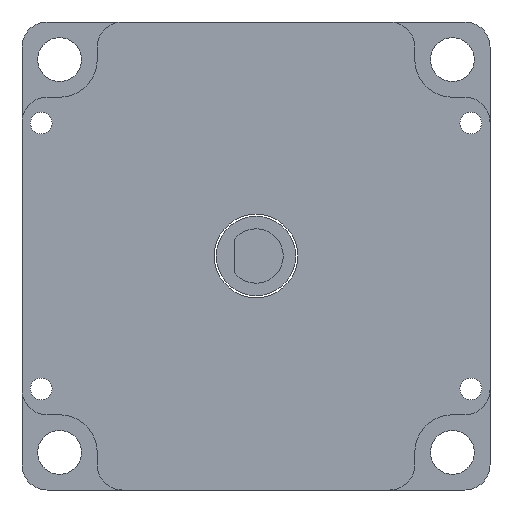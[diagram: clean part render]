
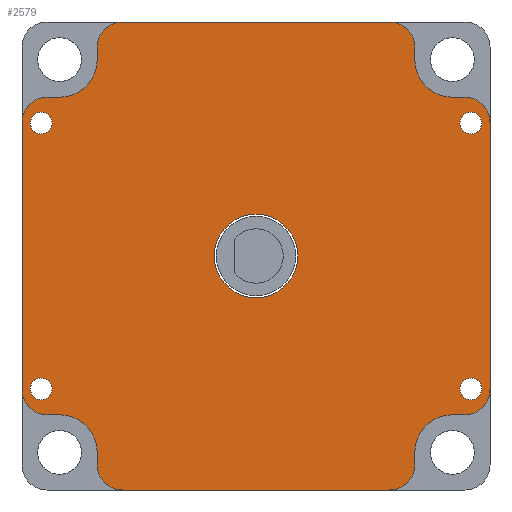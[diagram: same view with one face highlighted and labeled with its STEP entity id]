
A CAD part, front view. The second image highlights one B-rep face of the part: STEP entity #2579.
In plain terms, the highlighted planar face has unit normal (0, -1, 0).
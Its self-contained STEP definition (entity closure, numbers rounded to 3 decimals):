
#87=FACE_BOUND('',#271,.T.);
#88=FACE_BOUND('',#272,.T.);
#89=FACE_BOUND('',#273,.T.);
#90=FACE_BOUND('',#274,.T.);
#91=FACE_BOUND('',#275,.T.);
#130=FACE_OUTER_BOUND('',#270,.T.);
#270=EDGE_LOOP('',(#1708,#1709,#1710,#1711,#1712,#1713,#1714,#1715,#1716,
#1717,#1718,#1719,#1720,#1721,#1722,#1723,#1724,#1725,#1726,#1727,#1728,
#1729,#1730,#1731));
#271=EDGE_LOOP('',(#1732));
#272=EDGE_LOOP('',(#1733));
#273=EDGE_LOOP('',(#1734));
#274=EDGE_LOOP('',(#1735));
#275=EDGE_LOOP('',(#1736));
#453=CIRCLE('',#2738,3.);
#454=CIRCLE('',#2739,4.499);
#455=CIRCLE('',#2740,3.);
#456=CIRCLE('',#2741,3.);
#457=CIRCLE('',#2742,4.499);
#458=CIRCLE('',#2743,3.);
#459=CIRCLE('',#2744,3.);
#460=CIRCLE('',#2745,4.499);
#461=CIRCLE('',#2746,3.);
#462=CIRCLE('',#2747,3.);
#463=CIRCLE('',#2748,4.499);
#464=CIRCLE('',#2749,3.);
#465=CIRCLE('',#2750,5.);
#466=CIRCLE('',#2751,1.3);
#467=CIRCLE('',#2752,1.3);
#468=CIRCLE('',#2753,1.3);
#469=CIRCLE('',#2754,1.3);
#595=LINE('',#3828,#834);
#596=LINE('',#3832,#835);
#597=LINE('',#3836,#836);
#598=LINE('',#3840,#837);
#599=LINE('',#3844,#838);
#600=LINE('',#3848,#839);
#601=LINE('',#3852,#840);
#602=LINE('',#3856,#841);
#603=LINE('',#3860,#842);
#604=LINE('',#3864,#843);
#605=LINE('',#3868,#844);
#606=LINE('',#3872,#845);
#834=VECTOR('',#3023,10.);
#835=VECTOR('',#3026,10.);
#836=VECTOR('',#3029,10.);
#837=VECTOR('',#3032,10.);
#838=VECTOR('',#3035,10.);
#839=VECTOR('',#3038,10.);
#840=VECTOR('',#3041,10.);
#841=VECTOR('',#3044,10.);
#842=VECTOR('',#3047,10.);
#843=VECTOR('',#3050,10.);
#844=VECTOR('',#3053,10.);
#845=VECTOR('',#3056,10.);
#1073=VERTEX_POINT('',#3826);
#1074=VERTEX_POINT('',#3827);
#1075=VERTEX_POINT('',#3829);
#1076=VERTEX_POINT('',#3831);
#1077=VERTEX_POINT('',#3833);
#1078=VERTEX_POINT('',#3835);
#1079=VERTEX_POINT('',#3837);
#1080=VERTEX_POINT('',#3839);
#1081=VERTEX_POINT('',#3841);
#1082=VERTEX_POINT('',#3843);
#1083=VERTEX_POINT('',#3845);
#1084=VERTEX_POINT('',#3847);
#1085=VERTEX_POINT('',#3849);
#1086=VERTEX_POINT('',#3851);
#1087=VERTEX_POINT('',#3853);
#1088=VERTEX_POINT('',#3855);
#1089=VERTEX_POINT('',#3857);
#1090=VERTEX_POINT('',#3859);
#1091=VERTEX_POINT('',#3861);
#1092=VERTEX_POINT('',#3863);
#1093=VERTEX_POINT('',#3865);
#1094=VERTEX_POINT('',#3867);
#1095=VERTEX_POINT('',#3869);
#1096=VERTEX_POINT('',#3871);
#1097=VERTEX_POINT('',#3874);
#1098=VERTEX_POINT('',#3876);
#1099=VERTEX_POINT('',#3878);
#1100=VERTEX_POINT('',#3880);
#1101=VERTEX_POINT('',#3882);
#1327=EDGE_CURVE('',#1073,#1074,#595,.T.);
#1328=EDGE_CURVE('',#1075,#1073,#453,.T.);
#1329=EDGE_CURVE('',#1076,#1075,#596,.T.);
#1330=EDGE_CURVE('',#1077,#1076,#454,.T.);
#1331=EDGE_CURVE('',#1078,#1077,#597,.T.);
#1332=EDGE_CURVE('',#1079,#1078,#455,.T.);
#1333=EDGE_CURVE('',#1080,#1079,#598,.T.);
#1334=EDGE_CURVE('',#1081,#1080,#456,.T.);
#1335=EDGE_CURVE('',#1082,#1081,#599,.T.);
#1336=EDGE_CURVE('',#1083,#1082,#457,.T.);
#1337=EDGE_CURVE('',#1084,#1083,#600,.T.);
#1338=EDGE_CURVE('',#1085,#1084,#458,.T.);
#1339=EDGE_CURVE('',#1086,#1085,#601,.T.);
#1340=EDGE_CURVE('',#1087,#1086,#459,.T.);
#1341=EDGE_CURVE('',#1088,#1087,#602,.T.);
#1342=EDGE_CURVE('',#1089,#1088,#460,.T.);
#1343=EDGE_CURVE('',#1090,#1089,#603,.T.);
#1344=EDGE_CURVE('',#1091,#1090,#461,.T.);
#1345=EDGE_CURVE('',#1092,#1091,#604,.T.);
#1346=EDGE_CURVE('',#1093,#1092,#462,.T.);
#1347=EDGE_CURVE('',#1094,#1093,#605,.T.);
#1348=EDGE_CURVE('',#1095,#1094,#463,.T.);
#1349=EDGE_CURVE('',#1096,#1095,#606,.T.);
#1350=EDGE_CURVE('',#1074,#1096,#464,.T.);
#1351=EDGE_CURVE('',#1097,#1097,#465,.T.);
#1352=EDGE_CURVE('',#1098,#1098,#466,.T.);
#1353=EDGE_CURVE('',#1099,#1099,#467,.T.);
#1354=EDGE_CURVE('',#1100,#1100,#468,.T.);
#1355=EDGE_CURVE('',#1101,#1101,#469,.T.);
#1708=ORIENTED_EDGE('',*,*,#1327,.F.);
#1709=ORIENTED_EDGE('',*,*,#1328,.F.);
#1710=ORIENTED_EDGE('',*,*,#1329,.F.);
#1711=ORIENTED_EDGE('',*,*,#1330,.F.);
#1712=ORIENTED_EDGE('',*,*,#1331,.F.);
#1713=ORIENTED_EDGE('',*,*,#1332,.F.);
#1714=ORIENTED_EDGE('',*,*,#1333,.F.);
#1715=ORIENTED_EDGE('',*,*,#1334,.F.);
#1716=ORIENTED_EDGE('',*,*,#1335,.F.);
#1717=ORIENTED_EDGE('',*,*,#1336,.F.);
#1718=ORIENTED_EDGE('',*,*,#1337,.F.);
#1719=ORIENTED_EDGE('',*,*,#1338,.F.);
#1720=ORIENTED_EDGE('',*,*,#1339,.F.);
#1721=ORIENTED_EDGE('',*,*,#1340,.F.);
#1722=ORIENTED_EDGE('',*,*,#1341,.F.);
#1723=ORIENTED_EDGE('',*,*,#1342,.F.);
#1724=ORIENTED_EDGE('',*,*,#1343,.F.);
#1725=ORIENTED_EDGE('',*,*,#1344,.F.);
#1726=ORIENTED_EDGE('',*,*,#1345,.F.);
#1727=ORIENTED_EDGE('',*,*,#1346,.F.);
#1728=ORIENTED_EDGE('',*,*,#1347,.F.);
#1729=ORIENTED_EDGE('',*,*,#1348,.F.);
#1730=ORIENTED_EDGE('',*,*,#1349,.F.);
#1731=ORIENTED_EDGE('',*,*,#1350,.F.);
#1732=ORIENTED_EDGE('',*,*,#1351,.F.);
#1733=ORIENTED_EDGE('',*,*,#1352,.F.);
#1734=ORIENTED_EDGE('',*,*,#1353,.F.);
#1735=ORIENTED_EDGE('',*,*,#1354,.F.);
#1736=ORIENTED_EDGE('',*,*,#1355,.F.);
#2470=PLANE('',#2737);
#2579=ADVANCED_FACE('',(#130,#87,#88,#89,#90,#91),#2470,.F.);
#2737=AXIS2_PLACEMENT_3D('',#3825,#3021,#3022);
#2738=AXIS2_PLACEMENT_3D('',#3830,#3024,#3025);
#2739=AXIS2_PLACEMENT_3D('',#3834,#3027,#3028);
#2740=AXIS2_PLACEMENT_3D('',#3838,#3030,#3031);
#2741=AXIS2_PLACEMENT_3D('',#3842,#3033,#3034);
#2742=AXIS2_PLACEMENT_3D('',#3846,#3036,#3037);
#2743=AXIS2_PLACEMENT_3D('',#3850,#3039,#3040);
#2744=AXIS2_PLACEMENT_3D('',#3854,#3042,#3043);
#2745=AXIS2_PLACEMENT_3D('',#3858,#3045,#3046);
#2746=AXIS2_PLACEMENT_3D('',#3862,#3048,#3049);
#2747=AXIS2_PLACEMENT_3D('',#3866,#3051,#3052);
#2748=AXIS2_PLACEMENT_3D('',#3870,#3054,#3055);
#2749=AXIS2_PLACEMENT_3D('',#3873,#3057,#3058);
#2750=AXIS2_PLACEMENT_3D('',#3875,#3059,#3060);
#2751=AXIS2_PLACEMENT_3D('',#3877,#3061,#3062);
#2752=AXIS2_PLACEMENT_3D('',#3879,#3063,#3064);
#2753=AXIS2_PLACEMENT_3D('',#3881,#3065,#3066);
#2754=AXIS2_PLACEMENT_3D('',#3883,#3067,#3068);
#3021=DIRECTION('center_axis',(0.,1.,0.));
#3022=DIRECTION('ref_axis',(0.,0.,1.));
#3023=DIRECTION('',(1.,0.,0.));
#3024=DIRECTION('center_axis',(0.,1.,0.));
#3025=DIRECTION('ref_axis',(0.,0.,-1.));
#3026=DIRECTION('',(0.,0.,1.));
#3027=DIRECTION('center_axis',(0.,-1.,0.));
#3028=DIRECTION('ref_axis',(0.,0.,-1.));
#3029=DIRECTION('',(1.,0.,0.));
#3030=DIRECTION('center_axis',(0.,1.,0.));
#3031=DIRECTION('ref_axis',(0.,0.,-1.));
#3032=DIRECTION('',(0.,0.,1.));
#3033=DIRECTION('center_axis',(0.,1.,0.));
#3034=DIRECTION('ref_axis',(0.,0.,-1.));
#3035=DIRECTION('',(-1.,0.,0.));
#3036=DIRECTION('center_axis',(0.,-1.,0.));
#3037=DIRECTION('ref_axis',(0.,0.,-1.));
#3038=DIRECTION('',(0.,0.,1.));
#3039=DIRECTION('center_axis',(0.,1.,0.));
#3040=DIRECTION('ref_axis',(0.,0.,-1.));
#3041=DIRECTION('',(-1.,0.,0.));
#3042=DIRECTION('center_axis',(0.,1.,0.));
#3043=DIRECTION('ref_axis',(0.,0.,-1.));
#3044=DIRECTION('',(0.,0.,-1.));
#3045=DIRECTION('center_axis',(0.,-1.,0.));
#3046=DIRECTION('ref_axis',(0.,0.,-1.));
#3047=DIRECTION('',(-1.,0.,0.));
#3048=DIRECTION('center_axis',(0.,1.,0.));
#3049=DIRECTION('ref_axis',(0.,0.,-1.));
#3050=DIRECTION('',(0.,0.,-1.));
#3051=DIRECTION('center_axis',(0.,1.,0.));
#3052=DIRECTION('ref_axis',(0.,0.,-1.));
#3053=DIRECTION('',(1.,0.,0.));
#3054=DIRECTION('center_axis',(0.,-1.,0.));
#3055=DIRECTION('ref_axis',(0.,0.,-1.));
#3056=DIRECTION('',(0.,0.,-1.));
#3057=DIRECTION('center_axis',(0.,1.,0.));
#3058=DIRECTION('ref_axis',(0.,0.,-1.));
#3059=DIRECTION('center_axis',(0.,-1.,0.));
#3060=DIRECTION('ref_axis',(0.,0.,-1.));
#3061=DIRECTION('center_axis',(0.,-1.,0.));
#3062=DIRECTION('ref_axis',(0.,0.,-1.));
#3063=DIRECTION('center_axis',(0.,-1.,0.));
#3064=DIRECTION('ref_axis',(0.,0.,-1.));
#3065=DIRECTION('center_axis',(0.,-1.,0.));
#3066=DIRECTION('ref_axis',(0.,0.,-1.));
#3067=DIRECTION('center_axis',(0.,-1.,0.));
#3068=DIRECTION('ref_axis',(0.,0.,-1.));
#3825=CARTESIAN_POINT('Origin',(0.,2.,0.));
#3826=CARTESIAN_POINT('',(-16.,2.,28.));
#3827=CARTESIAN_POINT('',(16.,2.,28.));
#3828=CARTESIAN_POINT('',(0.,2.,28.));
#3829=CARTESIAN_POINT('',(-19.,2.,25.));
#3830=CARTESIAN_POINT('Origin',(-16.,2.,25.));
#3831=CARTESIAN_POINT('',(-19.,2.,23.499));
#3832=CARTESIAN_POINT('',(-19.,2.,0.));
#3833=CARTESIAN_POINT('',(-23.499,2.,19.));
#3834=CARTESIAN_POINT('Origin',(-23.499,2.,23.499));
#3835=CARTESIAN_POINT('',(-25.,2.,19.));
#3836=CARTESIAN_POINT('',(0.,2.,19.));
#3837=CARTESIAN_POINT('',(-28.,2.,16.));
#3838=CARTESIAN_POINT('Origin',(-25.,2.,16.));
#3839=CARTESIAN_POINT('',(-28.,2.,-16.));
#3840=CARTESIAN_POINT('',(-28.,2.,0.));
#3841=CARTESIAN_POINT('',(-25.,2.,-19.));
#3842=CARTESIAN_POINT('Origin',(-25.,2.,-16.));
#3843=CARTESIAN_POINT('',(-23.499,2.,-19.));
#3844=CARTESIAN_POINT('',(0.,2.,-19.));
#3845=CARTESIAN_POINT('',(-19.,2.,-23.499));
#3846=CARTESIAN_POINT('Origin',(-23.499,2.,-23.499));
#3847=CARTESIAN_POINT('',(-19.,2.,-25.));
#3848=CARTESIAN_POINT('',(-19.,2.,0.));
#3849=CARTESIAN_POINT('',(-16.,2.,-28.));
#3850=CARTESIAN_POINT('Origin',(-16.,2.,-25.));
#3851=CARTESIAN_POINT('',(16.,2.,-28.));
#3852=CARTESIAN_POINT('',(0.,2.,-28.));
#3853=CARTESIAN_POINT('',(19.,2.,-25.));
#3854=CARTESIAN_POINT('Origin',(16.,2.,-25.));
#3855=CARTESIAN_POINT('',(19.,2.,-23.499));
#3856=CARTESIAN_POINT('',(19.,2.,0.));
#3857=CARTESIAN_POINT('',(23.499,2.,-19.));
#3858=CARTESIAN_POINT('Origin',(23.499,2.,-23.499));
#3859=CARTESIAN_POINT('',(25.,2.,-19.));
#3860=CARTESIAN_POINT('',(0.,2.,-19.));
#3861=CARTESIAN_POINT('',(28.,2.,-16.));
#3862=CARTESIAN_POINT('Origin',(25.,2.,-16.));
#3863=CARTESIAN_POINT('',(28.,2.,16.));
#3864=CARTESIAN_POINT('',(28.,2.,0.));
#3865=CARTESIAN_POINT('',(25.,2.,19.));
#3866=CARTESIAN_POINT('Origin',(25.,2.,16.));
#3867=CARTESIAN_POINT('',(23.499,2.,19.));
#3868=CARTESIAN_POINT('',(0.,2.,19.));
#3869=CARTESIAN_POINT('',(19.,2.,23.499));
#3870=CARTESIAN_POINT('Origin',(23.499,2.,23.499));
#3871=CARTESIAN_POINT('',(19.,2.,25.));
#3872=CARTESIAN_POINT('',(19.,2.,0.));
#3873=CARTESIAN_POINT('Origin',(16.,2.,25.));
#3874=CARTESIAN_POINT('',(0.,2.,5.));
#3875=CARTESIAN_POINT('Origin',(0.,2.,0.));
#3876=CARTESIAN_POINT('',(-25.7,2.,17.2));
#3877=CARTESIAN_POINT('Origin',(-25.7,2.,15.9));
#3878=CARTESIAN_POINT('',(-25.7,2.,-14.6));
#3879=CARTESIAN_POINT('Origin',(-25.7,2.,-15.9));
#3880=CARTESIAN_POINT('',(25.7,2.,-14.6));
#3881=CARTESIAN_POINT('Origin',(25.7,2.,-15.9));
#3882=CARTESIAN_POINT('',(25.7,2.,17.2));
#3883=CARTESIAN_POINT('Origin',(25.7,2.,15.9));
